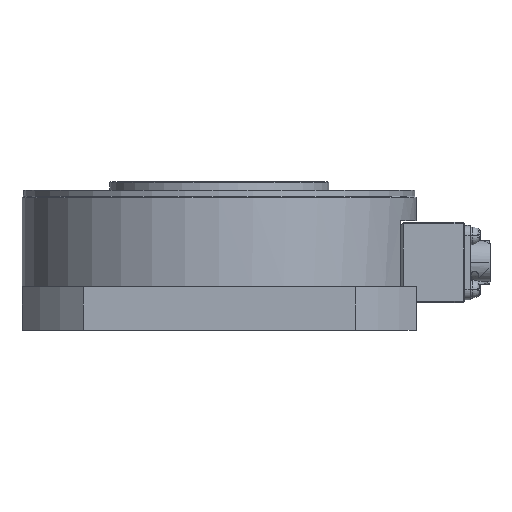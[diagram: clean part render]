
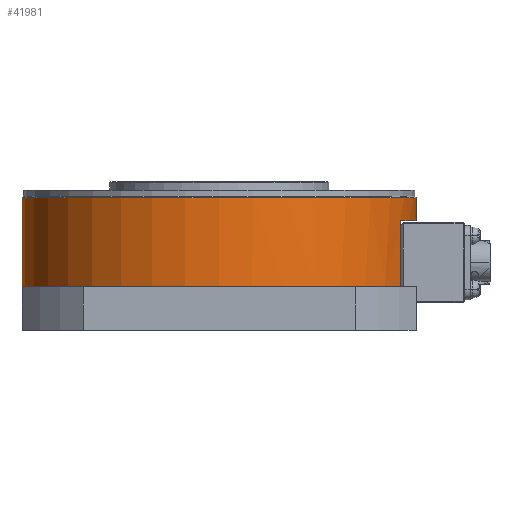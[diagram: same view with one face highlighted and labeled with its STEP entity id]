
A CAD part, front view. The second image highlights one B-rep face of the part: STEP entity #41981.
In plain terms, the highlighted cylindrical face has radius 67.5 mm (diameter 135 mm), a partial arc.
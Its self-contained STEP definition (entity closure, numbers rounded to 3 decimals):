
#325 = VECTOR ( 'NONE', #10876, 1000. ) ;
#1981 = ORIENTED_EDGE ( 'NONE', *, *, #32638, .T. ) ;
#2461 = EDGE_CURVE ( 'NONE', #3742, #46650, #32672, .T. ) ;
#2515 = VERTEX_POINT ( 'NONE', #30591 ) ;
#2817 = VECTOR ( 'NONE', #29320, 1000. ) ;
#3272 = VERTEX_POINT ( 'NONE', #7835 ) ;
#3742 = VERTEX_POINT ( 'NONE', #45766 ) ;
#5511 = DIRECTION ( 'NONE',  ( 0., 0., 1. ) ) ;
#5948 = EDGE_CURVE ( 'NONE', #3742, #45576, #31098, .T. ) ;
#5980 = CARTESIAN_POINT ( 'NONE',  ( 67.5, 0., 31. ) ) ;
#7835 = CARTESIAN_POINT ( 'NONE',  ( 0., -67.5, 0. ) ) ;
#7943 = DIRECTION ( 'NONE',  ( 0., 0., 1. ) ) ;
#8269 = DIRECTION ( 'NONE',  ( 0., 0., 1. ) ) ;
#8489 = CARTESIAN_POINT ( 'NONE',  ( 0., 0., 30.5 ) ) ;
#10100 = VERTEX_POINT ( 'NONE', #10981 ) ;
#10377 = CARTESIAN_POINT ( 'NONE',  ( -67.5, 0., 31. ) ) ;
#10452 = EDGE_CURVE ( 'NONE', #19304, #46650, #28905, .T. ) ;
#10822 = DIRECTION ( 'NONE',  ( -1., 0., 0. ) ) ;
#10876 = DIRECTION ( 'NONE',  ( 0., 0., -1. ) ) ;
#10981 = CARTESIAN_POINT ( 'NONE',  ( -67.5, 0., 0. ) ) ;
#11582 = EDGE_CURVE ( 'NONE', #45576, #10100, #14724, .T. ) ;
#12129 = CARTESIAN_POINT ( 'NONE',  ( 0., 0., 22.5 ) ) ;
#12841 = CARTESIAN_POINT ( 'NONE',  ( 62.081, -26.5, 22.5 ) ) ;
#13097 = DIRECTION ( 'NONE',  ( 1., 0., 0. ) ) ;
#14724 = LINE ( 'NONE', #10377, #325 ) ;
#15754 = CARTESIAN_POINT ( 'NONE',  ( 67.5, 0., 22.5 ) ) ;
#17281 = CIRCLE ( 'NONE', #37746, 67.5 ) ;
#17484 = AXIS2_PLACEMENT_3D ( 'NONE', #30299, #34146, #10822 ) ;
#19304 = VERTEX_POINT ( 'NONE', #12841 ) ;
#20000 = AXIS2_PLACEMENT_3D ( 'NONE', #33451, #49140, #49397 ) ;
#21882 = ORIENTED_EDGE ( 'NONE', *, *, #5948, .T. ) ;
#23937 = DIRECTION ( 'NONE',  ( 1., 0., 0. ) ) ;
#26450 = FACE_OUTER_BOUND ( 'NONE', #36480, .T. ) ;
#26793 = ORIENTED_EDGE ( 'NONE', *, *, #10452, .T. ) ;
#26933 = ORIENTED_EDGE ( 'NONE', *, *, #47443, .T. ) ;
#28905 = CIRCLE ( 'NONE', #42014, 67.5 ) ;
#29320 = DIRECTION ( 'NONE',  ( 0., 0., -1. ) ) ;
#29405 = ORIENTED_EDGE ( 'NONE', *, *, #46422, .T. ) ;
#30299 = CARTESIAN_POINT ( 'NONE',  ( 0., 0., 31. ) ) ;
#30591 = CARTESIAN_POINT ( 'NONE',  ( 62.081, -26.5, 0. ) ) ;
#31098 = CIRCLE ( 'NONE', #46674, 67.5 ) ;
#32638 = EDGE_CURVE ( 'NONE', #3272, #2515, #17281, .T. ) ;
#32672 = LINE ( 'NONE', #5980, #2817 ) ;
#32922 = CARTESIAN_POINT ( 'NONE',  ( 0., 0., 0. ) ) ;
#33451 = CARTESIAN_POINT ( 'NONE',  ( 0., 0., 0. ) ) ;
#33634 = CARTESIAN_POINT ( 'NONE',  ( -67.5, 0., 30.5 ) ) ;
#34146 = DIRECTION ( 'NONE',  ( 0., 0., -1. ) ) ;
#35554 = CIRCLE ( 'NONE', #20000, 67.5 ) ;
#36480 = EDGE_LOOP ( 'NONE', ( #39582, #21882, #37492, #29405, #1981, #26933, #26793 ) ) ;
#37492 = ORIENTED_EDGE ( 'NONE', *, *, #11582, .T. ) ;
#37746 = AXIS2_PLACEMENT_3D ( 'NONE', #32922, #5511, #44246 ) ;
#38251 = CYLINDRICAL_SURFACE ( 'NONE', #17484, 67.5 ) ;
#39582 = ORIENTED_EDGE ( 'NONE', *, *, #2461, .F. ) ;
#41981 = ADVANCED_FACE ( 'NONE', ( #26450 ), #38251, .T. ) ;
#42014 = AXIS2_PLACEMENT_3D ( 'NONE', #12129, #8269, #23937 ) ;
#42817 = CARTESIAN_POINT ( 'NONE',  ( 62.081, -26.5, 31. ) ) ;
#44246 = DIRECTION ( 'NONE',  ( 1., 0., 0. ) ) ;
#45576 = VERTEX_POINT ( 'NONE', #33634 ) ;
#45766 = CARTESIAN_POINT ( 'NONE',  ( 67.5, 0., 30.5 ) ) ;
#46422 = EDGE_CURVE ( 'NONE', #10100, #3272, #35554, .T. ) ;
#46650 = VERTEX_POINT ( 'NONE', #15754 ) ;
#46674 = AXIS2_PLACEMENT_3D ( 'NONE', #8489, #48256, #13097 ) ;
#47163 = VECTOR ( 'NONE', #7943, 1000. ) ;
#47443 = EDGE_CURVE ( 'NONE', #2515, #19304, #47445, .T. ) ;
#47445 = LINE ( 'NONE', #42817, #47163 ) ;
#48256 = DIRECTION ( 'NONE',  ( 0., 0., -1. ) ) ;
#49140 = DIRECTION ( 'NONE',  ( 0., 0., 1. ) ) ;
#49397 = DIRECTION ( 'NONE',  ( 1., 0., 0. ) ) ;
